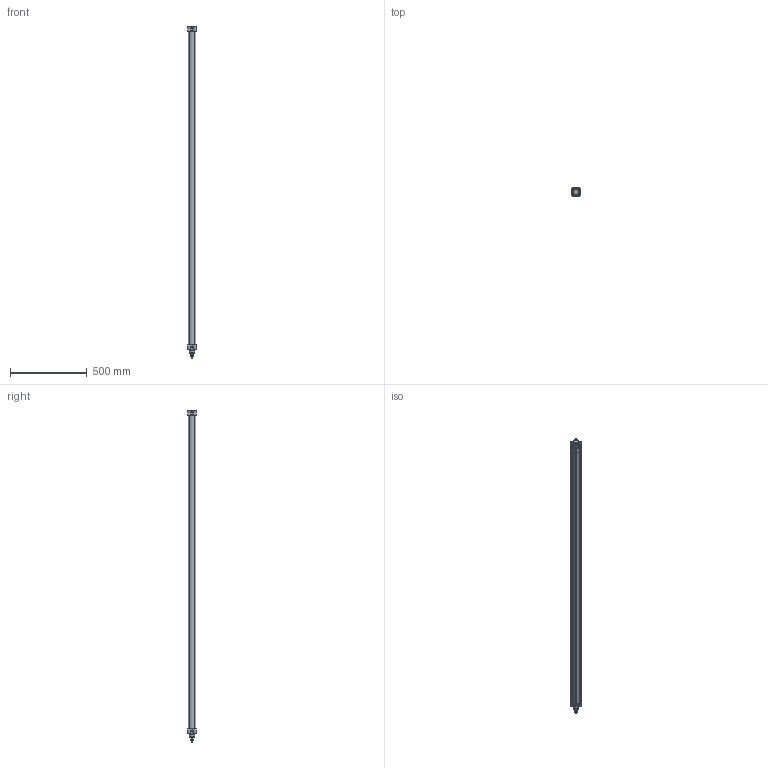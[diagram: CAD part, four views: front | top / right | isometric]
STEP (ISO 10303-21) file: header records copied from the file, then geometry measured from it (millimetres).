
FILE_DESCRIPTION(/* description */ ('Unknown'),/* implementation_level */ '2;1');
FILE_NAME(/* name */ 'HIF 40_2000',/* time_stamp */ '2025-01-13T10:51:34+01:00',/* author */ ('Unknown'),/* organization */ ('HAFNER Pneumatika Kft'),/* preprocessor_version */ 'ST-DEVELOPER v16.7',/* originating_system */ 'Solid Edge',/* authorisation */ 'Unknown');
FILE_SCHEMA (('AUTOMOTIVE_DESIGN {1 0 10303 214 3 1 1}'));
Length unit declared in the file: millimetre
Products named in the file (6): HIF 40_2000; Kit_2; Kit_1; Profilrohr; Mutter; Kolbenstange
Assembly tree (5 placements, depth 2):
  HIF 40_2000
    Kit_2
    Kit_1
    Profilrohr
    Mutter
    Kolbenstange
Bounding box: 54.5 x 54.5 x 2163 mm (x, y, z)
Volume: 1871638.9 mm3; surface area: 1248614.3 mm2
Topology: 5 solids, 10 shells, 922 faces, 2342 edges, 1525 vertices
Faces by surface type: plane 367, cylinder 300, cone 89, torus 74, bspline 74, sphere 18
Full cylindrical faces by diameter (mm): 2.5 x2, 4.917 x16, 6 x8, 6.2 x8, 7 x2, 9.9 x2, 10 x13, 10.3 x8, 10.647 x1, 11.44 x2, 11.445 x2, 12 x1, 15.5 x1, 16 x2, 16.6 x1, 16.8 x1, 16.847 x1, 20 x1, 26 x2, 33 x1, 35 x2, 40 x2
Entity records: 35939 total; most frequent: CARTESIAN_POINT 8998, ORIENTED_EDGE 4544, DIRECTION 4322, EDGE_CURVE 2272, AXIS2_PLACEMENT_3D 1647, VERTEX_POINT 1507, FACE_BOUND 1081, EDGE_LOOP 1073
